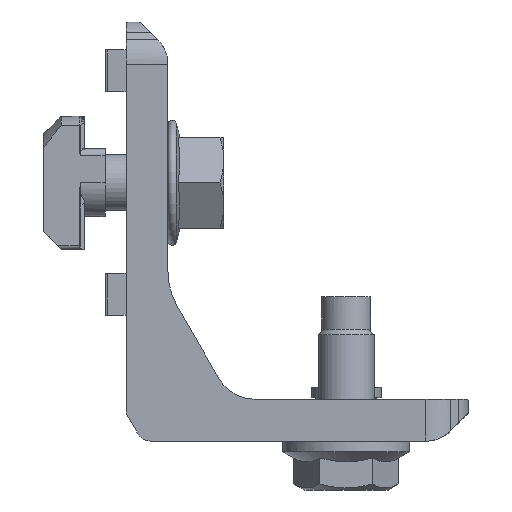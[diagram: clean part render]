
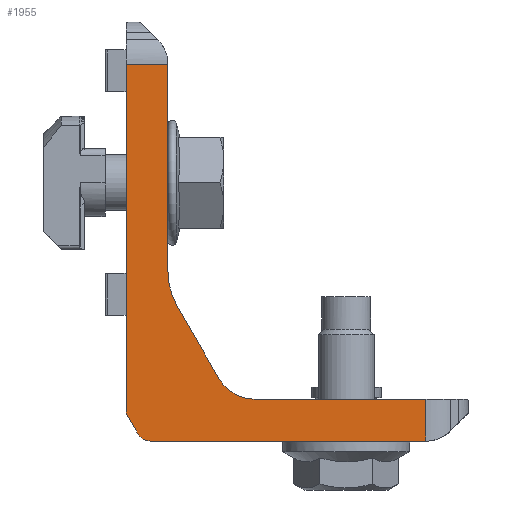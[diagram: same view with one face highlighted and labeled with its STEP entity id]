
A CAD part, left-side view. The second image highlights one B-rep face of the part: STEP entity #1955.
In plain terms, the highlighted planar face has unit normal (-1, 0, 0).
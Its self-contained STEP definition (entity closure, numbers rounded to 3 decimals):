
#1955=ADVANCED_FACE('',(#3057),#3058,.F.);
#3057=FACE_OUTER_BOUND('',#4250,.T.);
#3058=PLANE('',#4251);
#4250=EDGE_LOOP('',(#8444,#8445,#8446,#8447,#8448,#8449,#8450,#8451,#8452,#8453,#8454,#8455));
#4251=AXIS2_PLACEMENT_3D('',#8456,#8457,#8458);
#8444=ORIENTED_EDGE('',*,*,#10268,.F.);
#8445=ORIENTED_EDGE('',*,*,#10269,.T.);
#8446=ORIENTED_EDGE('',*,*,#10252,.F.);
#8447=ORIENTED_EDGE('',*,*,#10270,.T.);
#8448=ORIENTED_EDGE('',*,*,#10271,.F.);
#8449=ORIENTED_EDGE('',*,*,#10272,.T.);
#8450=ORIENTED_EDGE('',*,*,#10273,.F.);
#8451=ORIENTED_EDGE('',*,*,#10274,.T.);
#8452=ORIENTED_EDGE('',*,*,#10275,.F.);
#8453=ORIENTED_EDGE('',*,*,#10276,.F.);
#8454=ORIENTED_EDGE('',*,*,#10277,.F.);
#8455=ORIENTED_EDGE('',*,*,#10278,.F.);
#8456=CARTESIAN_POINT('',(-10.0,48.7,59.7));
#8457=DIRECTION('',(1.0,0.0,0.0));
#8458=DIRECTION('',(0.0,1.0,0.0));
#10252=EDGE_CURVE('',#12592,#12594,#12595,.T.);
#10268=EDGE_CURVE('',#12624,#12625,#12626,.T.);
#10269=EDGE_CURVE('',#12624,#12594,#12627,.T.);
#10270=EDGE_CURVE('',#12592,#12628,#12629,.T.);
#10271=EDGE_CURVE('',#12630,#12628,#12631,.T.);
#10272=EDGE_CURVE('',#12630,#12632,#12633,.T.);
#10273=EDGE_CURVE('',#12634,#12632,#12635,.T.);
#10274=EDGE_CURVE('',#12634,#12636,#12637,.T.);
#10275=EDGE_CURVE('',#12638,#12636,#12639,.T.);
#10276=EDGE_CURVE('',#12640,#12638,#12641,.T.);
#10277=EDGE_CURVE('',#12642,#12640,#12643,.T.);
#10278=EDGE_CURVE('',#12625,#12642,#12644,.T.);
#12592=VERTEX_POINT('',#16244);
#12594=VERTEX_POINT('',#16247);
#12595=LINE('',#16248,#16249);
#12624=VERTEX_POINT('',#16286);
#12625=VERTEX_POINT('',#16287);
#12626=LINE('',#16288,#16289);
#12627=LINE('',#16290,#16291);
#12628=VERTEX_POINT('',#16292);
#12629=CIRCLE('',#16293,6.0);
#12630=VERTEX_POINT('',#16294);
#12631=LINE('',#16295,#16296);
#12632=VERTEX_POINT('',#16297);
#12633=CIRCLE('',#16298,10.0);
#12634=VERTEX_POINT('',#16299);
#12635=LINE('',#16300,#16301);
#12636=VERTEX_POINT('',#16302);
#12637=LINE('',#16303,#16304);
#12638=VERTEX_POINT('',#16305);
#12639=LINE('',#16306,#16307);
#12640=VERTEX_POINT('',#16308);
#12641=CIRCLE('',#16309,2.0);
#12642=VERTEX_POINT('',#16310);
#12643=LINE('',#16311,#16312);
#12644=CIRCLE('',#16313,2.0);
#16244=CARTESIAN_POINT('',(-10.0,30.536,6.0));
#16247=CARTESIAN_POINT('',(-10.0,6.071,6.0));
#16248=CARTESIAN_POINT('',(-10.0,30.536,6.0));
#16249=VECTOR('',#18680,1.0);
#16286=CARTESIAN_POINT('',(-10.0,6.071,0.0));
#16287=CARTESIAN_POINT('',(-10.0,45.536,0.0));
#16288=CARTESIAN_POINT('',(-10.0,6.071,0.0));
#16289=VECTOR('',#18710,1.0);
#16290=CARTESIAN_POINT('',(-10.0,6.071,8.0));
#16291=VECTOR('',#18711,1.0);
#16292=CARTESIAN_POINT('',(-10.0,35.732,9.));
#16293=AXIS2_PLACEMENT_3D('',#18712,#18713,#18714);
#16294=CARTESIAN_POINT('',(-10.0,41.66,19.268));
#16295=CARTESIAN_POINT('',(-10.0,41.66,19.268));
#16296=VECTOR('',#18715,1.0);
#16297=CARTESIAN_POINT('',(-10.0,43.0,24.268));
#16298=AXIS2_PLACEMENT_3D('',#18716,#18717,#18718);
#16299=CARTESIAN_POINT('',(-10.0,43.0,53.929));
#16300=CARTESIAN_POINT('',(-10.0,43.0,53.929));
#16301=VECTOR('',#18719,1.0);
#16302=CARTESIAN_POINT('',(-10.0,49.0,53.929));
#16303=CARTESIAN_POINT('',(-10.0,41.0,53.929));
#16304=VECTOR('',#18720,1.0);
#16305=CARTESIAN_POINT('',(-10.0,49.0,4.536));
#16306=CARTESIAN_POINT('',(-10.0,49.0,4.536));
#16307=VECTOR('',#18721,1.0);
#16308=CARTESIAN_POINT('',(-10.0,48.732,3.536));
#16309=AXIS2_PLACEMENT_3D('',#18722,#18723,#18724);
#16310=CARTESIAN_POINT('',(-10.0,47.268,1.));
#16311=CARTESIAN_POINT('',(-10.0,47.268,1.));
#16312=VECTOR('',#18725,1.0);
#16313=AXIS2_PLACEMENT_3D('',#18726,#18727,#18728);
#18680=DIRECTION('',(0.0,-1.0,0.0));
#18710=DIRECTION('',(0.0,1.0,0.0));
#18711=DIRECTION('',(0.0,0.0,1.0));
#18712=CARTESIAN_POINT('',(-10.0,30.536,12.0));
#18713=DIRECTION('',(1.0,0.0,0.0));
#18714=DIRECTION('',(0.0,0.0,-1.0));
#18715=DIRECTION('',(0.0,-0.5,-0.866));
#18716=CARTESIAN_POINT('',(-10.0,33.0,24.268));
#18717=DIRECTION('',(1.0,0.0,0.0));
#18718=DIRECTION('',(0.0,0.0,-1.0));
#18719=DIRECTION('',(0.0,0.0,-1.0));
#18720=DIRECTION('',(0.0,1.0,0.0));
#18721=DIRECTION('',(0.0,0.0,1.0));
#18722=CARTESIAN_POINT('',(-10.0,47.0,4.536));
#18723=DIRECTION('',(1.0,0.0,0.0));
#18724=DIRECTION('',(0.0,0.0,-1.0));
#18725=DIRECTION('',(0.0,0.5,0.866));
#18726=CARTESIAN_POINT('',(-10.0,45.536,2.0));
#18727=DIRECTION('',(1.0,0.0,0.0));
#18728=DIRECTION('',(0.0,0.0,-1.0));
